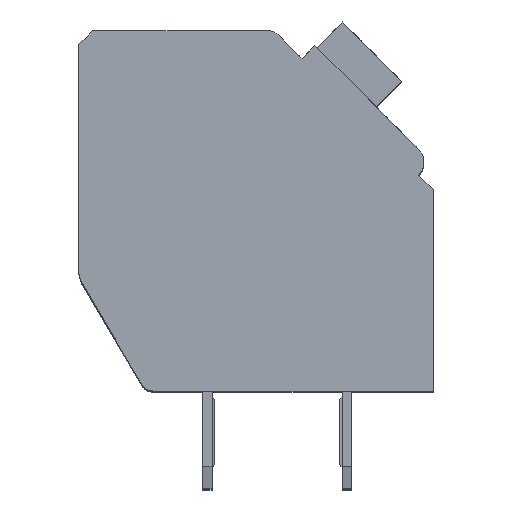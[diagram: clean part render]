
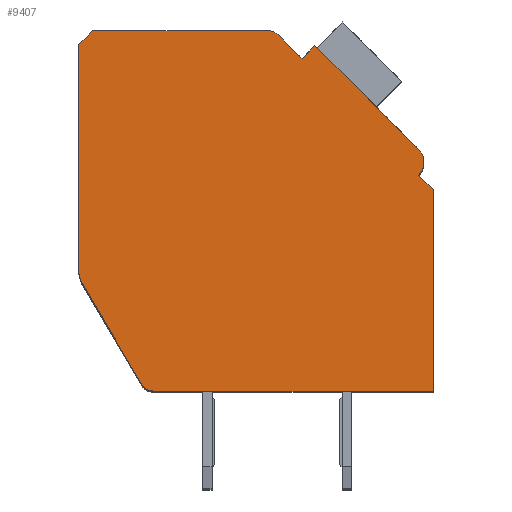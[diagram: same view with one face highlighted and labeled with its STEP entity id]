
A CAD part, top view. The second image highlights one B-rep face of the part: STEP entity #9407.
In plain terms, the highlighted planar face has unit normal (0, 0, 1).
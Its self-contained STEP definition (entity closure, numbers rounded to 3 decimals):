
#250=DIRECTION('',(0.,-1.,0.));
#251=VECTOR('',#250,8.053);
#252=CARTESIAN_POINT('',(-12.7,12.4,2.1));
#253=LINE('',#252,#251);
#254=DIRECTION('',(-0.707,-0.707,0.));
#255=VECTOR('',#254,0.707);
#256=CARTESIAN_POINT('',(-12.2,12.9,2.1));
#257=LINE('',#256,#255);
#258=DIRECTION('',(-1.,0.,0.));
#259=VECTOR('',#258,6.298);
#260=CARTESIAN_POINT('',(-5.902,12.9,2.1));
#261=LINE('',#260,#259);
#262=CARTESIAN_POINT('',(-5.902,12.4,2.1));
#263=DIRECTION('',(0.,0.,1.));
#264=DIRECTION('',(0.707,0.707,0.));
#265=AXIS2_PLACEMENT_3D('',#262,#263,#264);
#267=DIRECTION('',(-0.707,0.707,0.));
#268=VECTOR('',#267,1.197);
#269=CARTESIAN_POINT('',(-4.702,11.907,2.1));
#270=LINE('',#269,#268);
#271=DIRECTION('',(-0.707,-0.707,0.));
#272=VECTOR('',#271,0.65);
#273=CARTESIAN_POINT('',(-4.243,12.367,2.1));
#274=LINE('',#273,#272);
#275=DIRECTION('',(-0.707,0.707,0.));
#276=VECTOR('',#275,5.25);
#277=CARTESIAN_POINT('',(-0.53,8.655,2.1));
#278=LINE('',#277,#276);
#279=CARTESIAN_POINT('',(-0.99,8.195,2.1));
#280=DIRECTION('',(0.,0.,1.));
#281=DIRECTION('',(0.707,-0.707,0.));
#282=AXIS2_PLACEMENT_3D('',#279,#280,#281);
#284=DIRECTION('',(-0.707,0.707,0.));
#285=VECTOR('',#284,0.75);
#286=CARTESIAN_POINT('',(0.,7.205,2.1));
#287=LINE('',#286,#285);
#288=DIRECTION('',(0.,1.,0.));
#289=VECTOR('',#288,7.205);
#290=CARTESIAN_POINT('',(0.,0.,2.1));
#291=LINE('',#290,#289);
#292=DIRECTION('',(1.,0.,0.));
#293=VECTOR('',#292,10.014);
#294=CARTESIAN_POINT('',(-10.014,0.,2.1));
#295=LINE('',#294,#293);
#296=CARTESIAN_POINT('',(-10.014,0.5,2.1));
#297=DIRECTION('',(0.,0.,1.));
#298=DIRECTION('',(-0.862,-0.508,0.));
#299=AXIS2_PLACEMENT_3D('',#296,#297,#298);
#301=DIRECTION('',(0.508,-0.862,0.));
#302=VECTOR('',#301,4.17);
#303=CARTESIAN_POINT('',(-12.562,3.839,2.1));
#304=LINE('',#303,#302);
#305=CARTESIAN_POINT('',(-11.7,4.347,2.1));
#306=DIRECTION('',(0.,0.,1.));
#307=DIRECTION('',(-1.,0.,0.));
#308=AXIS2_PLACEMENT_3D('',#305,#306,#307);
#7028=CARTESIAN_POINT('',(-12.7,12.4,2.1));
#7029=CARTESIAN_POINT('',(-12.7,4.347,2.1));
#7030=VERTEX_POINT('',#7028);
#7031=VERTEX_POINT('',#7029);
#7032=CARTESIAN_POINT('',(-12.562,3.839,2.1));
#7033=VERTEX_POINT('',#7032);
#7034=CARTESIAN_POINT('',(-10.445,0.246,2.1));
#7035=VERTEX_POINT('',#7034);
#7036=CARTESIAN_POINT('',(-10.014,0.,2.1));
#7037=VERTEX_POINT('',#7036);
#7038=CARTESIAN_POINT('',(0.,0.,2.1));
#7039=VERTEX_POINT('',#7038);
#7040=CARTESIAN_POINT('',(0.,7.205,2.1));
#7041=VERTEX_POINT('',#7040);
#7042=CARTESIAN_POINT('',(-0.53,7.735,2.1));
#7043=VERTEX_POINT('',#7042);
#7044=CARTESIAN_POINT('',(-0.53,8.655,2.1));
#7045=VERTEX_POINT('',#7044);
#7046=CARTESIAN_POINT('',(-4.243,12.367,2.1));
#7047=VERTEX_POINT('',#7046);
#7048=CARTESIAN_POINT('',(-4.702,11.907,2.1));
#7049=VERTEX_POINT('',#7048);
#7050=CARTESIAN_POINT('',(-5.548,12.754,2.1));
#7051=VERTEX_POINT('',#7050);
#7052=CARTESIAN_POINT('',(-5.902,12.9,2.1));
#7053=VERTEX_POINT('',#7052);
#7054=CARTESIAN_POINT('',(-12.2,12.9,2.1));
#7055=VERTEX_POINT('',#7054);
#9374=CARTESIAN_POINT('',(0.,0.,2.1));
#9375=DIRECTION('',(0.,0.,1.));
#9376=DIRECTION('',(1.,0.,0.));
#9377=AXIS2_PLACEMENT_3D('',#9374,#9375,#9376);
#9378=PLANE('',#9377);
#9379=ORIENTED_EDGE('',*,*,#9173,.F.);
#9381=ORIENTED_EDGE('',*,*,#9380,.F.);
#9383=ORIENTED_EDGE('',*,*,#9382,.F.);
#9385=ORIENTED_EDGE('',*,*,#9384,.F.);
#9387=ORIENTED_EDGE('',*,*,#9386,.F.);
#9389=ORIENTED_EDGE('',*,*,#9388,.F.);
#9391=ORIENTED_EDGE('',*,*,#9390,.F.);
#9393=ORIENTED_EDGE('',*,*,#9392,.F.);
#9395=ORIENTED_EDGE('',*,*,#9394,.F.);
#9397=ORIENTED_EDGE('',*,*,#9396,.F.);
#9399=ORIENTED_EDGE('',*,*,#9398,.F.);
#9401=ORIENTED_EDGE('',*,*,#9400,.F.);
#9403=ORIENTED_EDGE('',*,*,#9402,.F.);
#9404=ORIENTED_EDGE('',*,*,#9262,.F.);
#9405=EDGE_LOOP('',(#9379,#9381,#9383,#9385,#9387,#9389,#9391,#9393,#9395,#9397,
#9399,#9401,#9403,#9404));
#9406=FACE_OUTER_BOUND('',#9405,.F.);
#266=CIRCLE('',#265,0.5);
#283=CIRCLE('',#282,0.65);
#300=CIRCLE('',#299,0.5);
#309=CIRCLE('',#308,1.);
#9173=EDGE_CURVE('',#7030,#7031,#253,.T.);
#9262=EDGE_CURVE('',#7031,#7033,#309,.T.);
#9380=EDGE_CURVE('',#7055,#7030,#257,.T.);
#9382=EDGE_CURVE('',#7053,#7055,#261,.T.);
#9384=EDGE_CURVE('',#7051,#7053,#266,.T.);
#9386=EDGE_CURVE('',#7049,#7051,#270,.T.);
#9388=EDGE_CURVE('',#7047,#7049,#274,.T.);
#9390=EDGE_CURVE('',#7045,#7047,#278,.T.);
#9392=EDGE_CURVE('',#7043,#7045,#283,.T.);
#9394=EDGE_CURVE('',#7041,#7043,#287,.T.);
#9396=EDGE_CURVE('',#7039,#7041,#291,.T.);
#9398=EDGE_CURVE('',#7037,#7039,#295,.T.);
#9400=EDGE_CURVE('',#7035,#7037,#300,.T.);
#9402=EDGE_CURVE('',#7033,#7035,#304,.T.);
#9407=ADVANCED_FACE('',(#9406),#9378,.T.);
